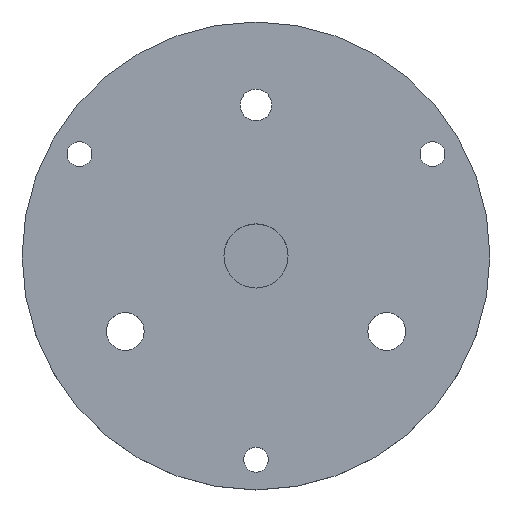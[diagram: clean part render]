
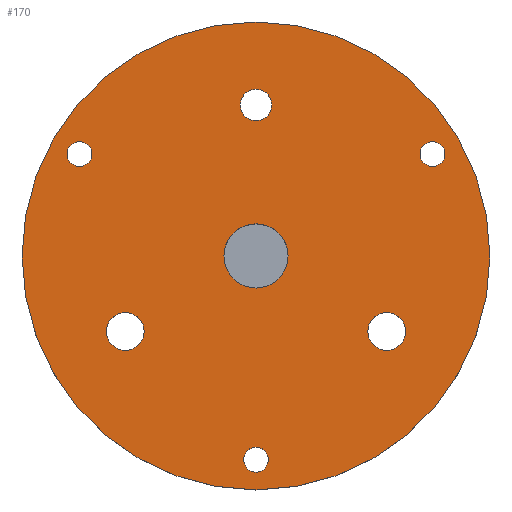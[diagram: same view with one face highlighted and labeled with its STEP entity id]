
A CAD part, top view. The second image highlights one B-rep face of the part: STEP entity #170.
In plain terms, the highlighted planar face has unit normal (0, 0, 1).
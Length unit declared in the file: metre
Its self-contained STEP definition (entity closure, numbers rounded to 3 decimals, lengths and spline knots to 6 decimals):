
#12=PLANE('',#200);
#21=ORIENTED_EDGE('',*,*,#47,.T.);
#22=ORIENTED_EDGE('',*,*,#49,.T.);
#23=ORIENTED_EDGE('',*,*,#53,.T.);
#24=ORIENTED_EDGE('',*,*,#54,.T.);
#25=ORIENTED_EDGE('',*,*,#55,.T.);
#26=ORIENTED_EDGE('',*,*,#56,.T.);
#27=ORIENTED_EDGE('',*,*,#57,.T.);
#28=ORIENTED_EDGE('',*,*,#51,.T.);
#47=EDGE_CURVE('',#63,#63,#79,.T.);
#49=EDGE_CURVE('',#65,#65,#81,.T.);
#51=EDGE_CURVE('',#67,#67,#83,.T.);
#53=EDGE_CURVE('',#69,#69,#85,.T.);
#54=EDGE_CURVE('',#70,#70,#86,.T.);
#55=EDGE_CURVE('',#71,#71,#87,.T.);
#56=EDGE_CURVE('',#72,#72,#88,.T.);
#57=EDGE_CURVE('',#73,#73,#89,.T.);
#63=VERTEX_POINT('',#277);
#65=VERTEX_POINT('',#282);
#67=VERTEX_POINT('',#287);
#69=VERTEX_POINT('',#292);
#70=VERTEX_POINT('',#294);
#71=VERTEX_POINT('',#296);
#72=VERTEX_POINT('',#298);
#73=VERTEX_POINT('',#300);
#79=CIRCLE('',#192,0.00165);
#81=CIRCLE('',#195,0.00165);
#83=CIRCLE('',#198,0.031);
#85=CIRCLE('',#201,0.00165);
#86=CIRCLE('',#202,0.0025);
#87=CIRCLE('',#203,0.0025);
#88=CIRCLE('',#204,0.0021);
#89=CIRCLE('',#205,0.00425);
#101=EDGE_LOOP('',(#21));
#102=EDGE_LOOP('',(#22));
#103=EDGE_LOOP('',(#23));
#104=EDGE_LOOP('',(#24));
#105=EDGE_LOOP('',(#25));
#106=EDGE_LOOP('',(#26));
#107=EDGE_LOOP('',(#27));
#108=EDGE_LOOP('',(#28));
#133=FACE_BOUND('',#101,.T.);
#134=FACE_BOUND('',#102,.T.);
#135=FACE_BOUND('',#103,.T.);
#136=FACE_BOUND('',#104,.T.);
#137=FACE_BOUND('',#105,.T.);
#138=FACE_BOUND('',#106,.T.);
#139=FACE_BOUND('',#107,.T.);
#140=FACE_BOUND('',#108,.T.);
#170=ADVANCED_FACE('',(#133,#134,#135,#136,#137,#138,#139,#140),#12,.T.);
#192=AXIS2_PLACEMENT_3D('',#276,#222,#223);
#195=AXIS2_PLACEMENT_3D('',#281,#228,#229);
#198=AXIS2_PLACEMENT_3D('',#286,#234,#235);
#200=AXIS2_PLACEMENT_3D('',#290,#238,#239);
#201=AXIS2_PLACEMENT_3D('',#291,#240,#241);
#202=AXIS2_PLACEMENT_3D('',#293,#242,#243);
#203=AXIS2_PLACEMENT_3D('',#295,#244,#245);
#204=AXIS2_PLACEMENT_3D('',#297,#246,#247);
#205=AXIS2_PLACEMENT_3D('',#299,#248,#249);
#222=DIRECTION('',(0.,0.,-1.));
#223=DIRECTION('',(0.5,0.866,0.));
#228=DIRECTION('',(0.,0.,-1.));
#229=DIRECTION('',(0.5,-0.866,0.));
#234=DIRECTION('',(0.,0.,1.));
#235=DIRECTION('',(1.,0.,0.));
#238=DIRECTION('',(0.,0.,1.));
#239=DIRECTION('',(1.,0.,0.));
#240=DIRECTION('',(0.,0.,-1.));
#241=DIRECTION('',(-1.,0.,0.));
#242=DIRECTION('',(0.,0.,-1.));
#243=DIRECTION('',(-1.,0.,0.));
#244=DIRECTION('',(0.,0.,-1.));
#245=DIRECTION('',(-1.,0.,0.));
#246=DIRECTION('',(0.,0.,-1.));
#247=DIRECTION('',(-1.,0.,0.));
#248=DIRECTION('',(0.,0.,-1.));
#249=DIRECTION('',(-1.,0.,0.));
#276=CARTESIAN_POINT('',(-0.023383,0.0135,0.007));
#277=CARTESIAN_POINT('',(-0.022558,0.014929,0.007));
#281=CARTESIAN_POINT('',(0.023383,0.0135,0.007));
#282=CARTESIAN_POINT('',(0.024208,0.012071,0.007));
#286=CARTESIAN_POINT('',(0.,0.,0.007));
#287=CARTESIAN_POINT('',(0.031,0.,0.007));
#290=CARTESIAN_POINT('',(0.,0.,0.007));
#291=CARTESIAN_POINT('',(0.,-0.027,0.007));
#292=CARTESIAN_POINT('',(-0.00165,-0.027,0.007));
#293=CARTESIAN_POINT('',(-0.017321,-0.01,0.007));
#294=CARTESIAN_POINT('',(-0.019821,-0.01,0.007));
#295=CARTESIAN_POINT('',(0.017321,-0.01,0.007));
#296=CARTESIAN_POINT('',(0.014821,-0.01,0.007));
#297=CARTESIAN_POINT('',(0.,0.02,0.007));
#298=CARTESIAN_POINT('',(-0.0021,0.02,0.007));
#299=CARTESIAN_POINT('',(0.,0.,0.007));
#300=CARTESIAN_POINT('',(-0.00425,0.,0.007));
